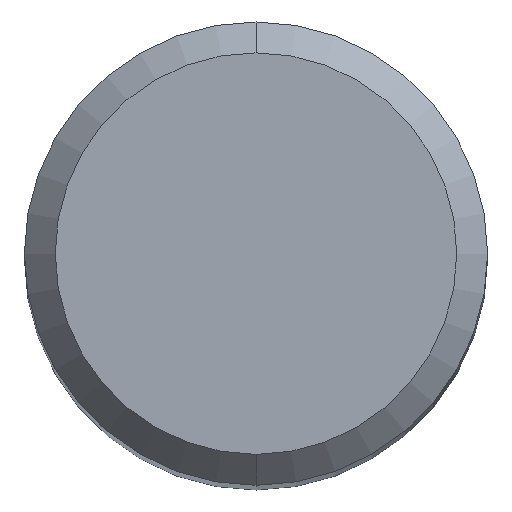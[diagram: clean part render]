
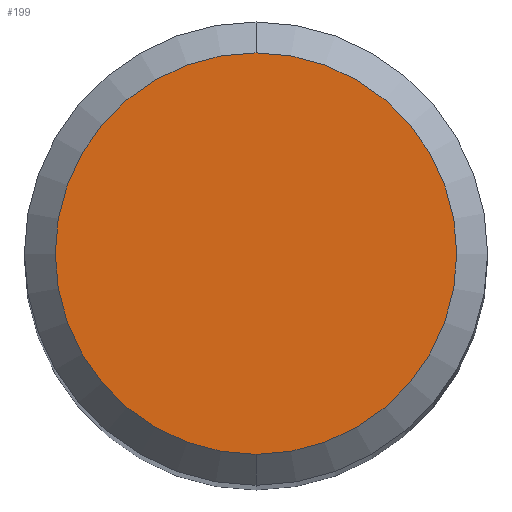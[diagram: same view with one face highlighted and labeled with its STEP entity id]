
A CAD part, top view. The second image highlights one B-rep face of the part: STEP entity #199.
In plain terms, the highlighted planar face has unit normal (0, 0, 1).
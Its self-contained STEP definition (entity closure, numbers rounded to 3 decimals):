
#113=VERTEX_POINT('',#266);
#157=EDGE_CURVE('',#185,#113,#315,.T.);
#171=EDGE_CURVE('',#113,#185,#332,.T.);
#185=VERTEX_POINT('',#347);
#199=ADVANCED_FACE('',(#364),#365,.T.);
#266=CARTESIAN_POINT('',(0.,-2.6,0.0));
#315=CIRCLE('',#499,2.6);
#332=CIRCLE('',#518,2.6);
#347=CARTESIAN_POINT('',(0.0,2.6,0.0));
#364=FACE_OUTER_BOUND('',#555,.T.);
#365=PLANE('',#556);
#499=AXIS2_PLACEMENT_3D('',#680,#681,#682);
#518=AXIS2_PLACEMENT_3D('',#709,#710,#711);
#555=EDGE_LOOP('',(#759,#760));
#556=AXIS2_PLACEMENT_3D('',#761,#762,#763);
#680=CARTESIAN_POINT('',(0.0,0.0,0.0));
#681=DIRECTION('',(0.0,0.0,-1.0));
#682=DIRECTION('',(0.0,1.0,0.0));
#709=CARTESIAN_POINT('',(0.0,0.0,0.0));
#710=DIRECTION('',(0.0,0.0,-1.0));
#711=DIRECTION('',(0.0,1.0,0.0));
#759=ORIENTED_EDGE('',*,*,#157,.F.);
#760=ORIENTED_EDGE('',*,*,#171,.F.);
#761=CARTESIAN_POINT('',(0.0,1.3,0.0));
#762=DIRECTION('',(-0.0,0.0,1.0));
#763=DIRECTION('',(0.0,-1.0,0.0));
